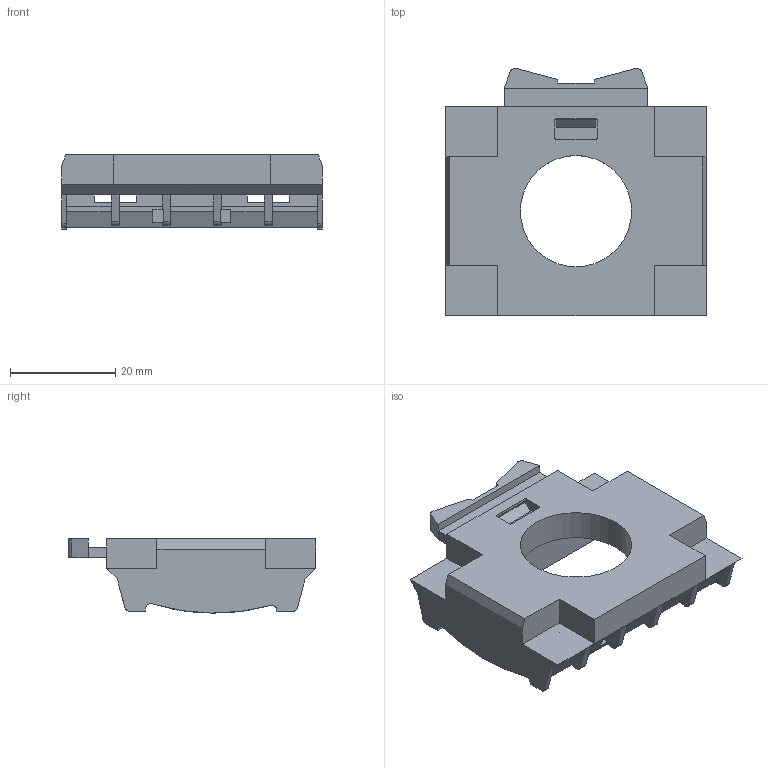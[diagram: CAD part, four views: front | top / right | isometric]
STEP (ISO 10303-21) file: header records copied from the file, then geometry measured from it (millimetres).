
FILE_DESCRIPTION((''),'2;1');
FILE_NAME('PRT0001','2022-04-12T11:02:07',('klemen.sitar'),('Audax d.o.o.'),'CREO PARAMETRIC BY PTC INC, 2021304','CREO PARAMETRIC BY PTC INC, 2021304','');
FILE_SCHEMA(('AP242_MANAGED_MODEL_BASED_3D_ENGINEERING_MIM_LF { 1 0 10303 442 1 1 4 }'));
Length unit declared in the file: metre
Products named in the file (1): PRT0001
Bounding box: 49.5 x 46.99 x 14.1 mm (x, y, z)
Volume: 10420.5 mm3; surface area: 7950.2 mm2
Topology: 1 solids, 1 shells, 206 faces, 620 edges, 407 vertices
Faces by surface type: plane 177, cylinder 29
Entity records: 8801 total; most frequent: ORIENTED_EDGE 1240, CARTESIAN_POINT 1236, DIRECTION 1115, EDGE_CURVE 620, VECTOR 539, LINE 539, VERTEX_POINT 407, COLOUR_RGB 335
